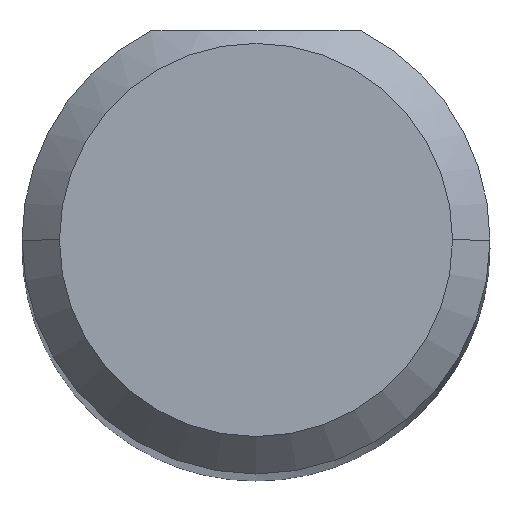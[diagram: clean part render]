
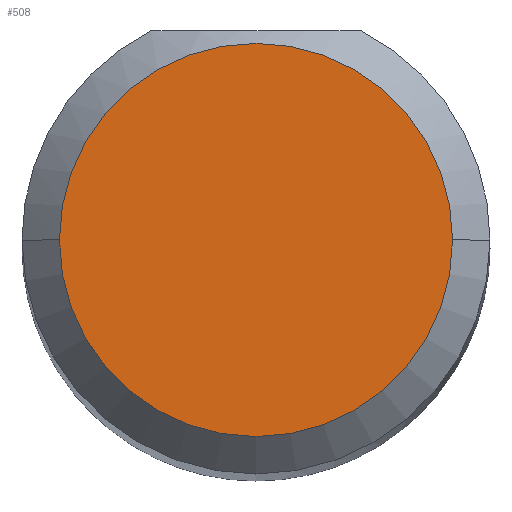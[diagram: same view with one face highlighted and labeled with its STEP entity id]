
A CAD part, top view. The second image highlights one B-rep face of the part: STEP entity #508.
In plain terms, the highlighted planar face has unit normal (0, 0, 1).
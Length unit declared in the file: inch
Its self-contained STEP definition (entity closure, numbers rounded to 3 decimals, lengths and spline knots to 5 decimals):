
#80 = CARTESIAN_POINT ( 'NONE',  ( 0., 0., 2. ) ) ;
#83 = DIRECTION ( 'NONE',  ( 0., 0., 1. ) ) ;
#122 = EDGE_CURVE ( 'NONE', #253, #158, #273, .T. ) ;
#138 = CARTESIAN_POINT ( 'NONE',  ( 0., 0., 2. ) ) ;
#144 = AXIS2_PLACEMENT_3D ( 'NONE', #542, #287, #495 ) ;
#145 = EDGE_LOOP ( 'NONE', ( #586, #380 ) ) ;
#158 = VERTEX_POINT ( 'NONE', #385 ) ;
#243 = DIRECTION ( 'NONE',  ( 0., 0., 1. ) ) ;
#253 = VERTEX_POINT ( 'NONE', #294 ) ;
#273 = CIRCLE ( 'NONE', #144, 0.07875 ) ;
#286 = DIRECTION ( 'NONE',  ( 1., 0., 0. ) ) ;
#287 = DIRECTION ( 'NONE',  ( 0., 0., 1. ) ) ;
#293 = AXIS2_PLACEMENT_3D ( 'NONE', #138, #83, #496 ) ;
#294 = CARTESIAN_POINT ( 'NONE',  ( 0.07875, 0., 2. ) ) ;
#345 = AXIS2_PLACEMENT_3D ( 'NONE', #80, #243, #286 ) ;
#380 = ORIENTED_EDGE ( 'NONE', *, *, #122, .T. ) ;
#385 = CARTESIAN_POINT ( 'NONE',  ( -0.07875, 0., 2. ) ) ;
#441 = EDGE_CURVE ( 'NONE', #158, #253, #510, .T. ) ;
#495 = DIRECTION ( 'NONE',  ( 1., 0., 0. ) ) ;
#496 = DIRECTION ( 'NONE',  ( 1., 0., 0. ) ) ;
#508 = ADVANCED_FACE ( 'NONE', ( #538 ), #645, .T. ) ;
#510 = CIRCLE ( 'NONE', #293, 0.07875 ) ;
#538 = FACE_OUTER_BOUND ( 'NONE', #145, .T. ) ;
#542 = CARTESIAN_POINT ( 'NONE',  ( 0., 0., 2. ) ) ;
#586 = ORIENTED_EDGE ( 'NONE', *, *, #441, .T. ) ;
#645 = PLANE ( 'NONE',  #345 ) ;
